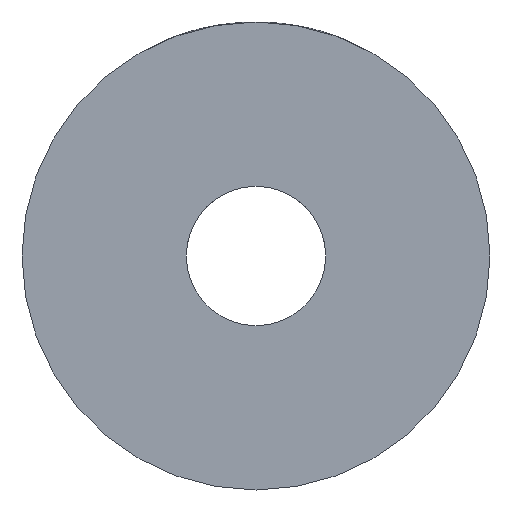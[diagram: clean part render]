
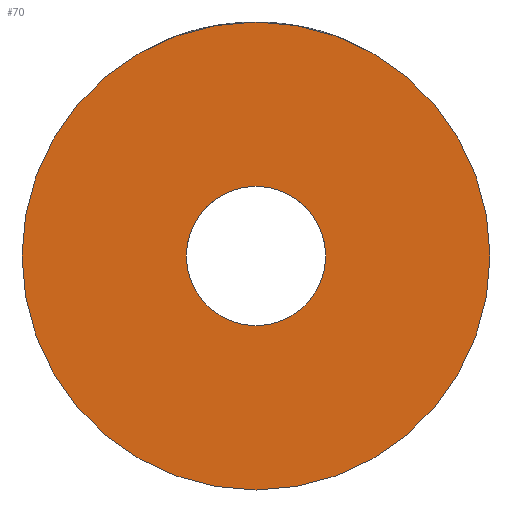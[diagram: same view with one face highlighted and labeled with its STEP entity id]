
A CAD part, front view. The second image highlights one B-rep face of the part: STEP entity #70.
In plain terms, the highlighted planar face has unit normal (0, -1, 0).
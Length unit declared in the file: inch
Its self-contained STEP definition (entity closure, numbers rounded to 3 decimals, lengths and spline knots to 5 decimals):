
#14 = CARTESIAN_POINT ( 'NONE',  ( 0., 0., 0. ) ) ;
#33 = VERTEX_POINT ( 'NONE', #538 ) ;
#43 = VERTEX_POINT ( 'NONE', #534 ) ;
#70 = ADVANCED_FACE ( 'NONE', ( #398, #387 ), #355, .F. ) ;
#101 = CARTESIAN_POINT ( 'NONE',  ( 0., 0., 0.21 ) ) ;
#105 = ORIENTED_EDGE ( 'NONE', *, *, #289, .F. ) ;
#163 = DIRECTION ( 'NONE',  ( 0., 1., 0. ) ) ;
#198 = ORIENTED_EDGE ( 'NONE', *, *, #808, .F. ) ;
#212 = CIRCLE ( 'NONE', #653, 0.0625 ) ;
#284 = ORIENTED_EDGE ( 'NONE', *, *, #679, .F. ) ;
#289 = EDGE_CURVE ( 'NONE', #43, #752, #212, .T. ) ;
#323 = CARTESIAN_POINT ( 'NONE',  ( 0., 0., 0. ) ) ;
#334 = CARTESIAN_POINT ( 'NONE',  ( 0., 0., 0. ) ) ;
#349 = DIRECTION ( 'NONE',  ( 0., 0., 1. ) ) ;
#352 = EDGE_LOOP ( 'NONE', ( #284, #591 ) ) ;
#355 = PLANE ( 'NONE',  #479 ) ;
#380 = CARTESIAN_POINT ( 'NONE',  ( 0., 0., 0. ) ) ;
#384 = DIRECTION ( 'NONE',  ( 0., 0., 1. ) ) ;
#387 = FACE_OUTER_BOUND ( 'NONE', #352, .T. ) ;
#389 = CARTESIAN_POINT ( 'NONE',  ( 0., 0., -0.0625 ) ) ;
#396 = DIRECTION ( 'NONE',  ( 0., 0., -1. ) ) ;
#398 = FACE_BOUND ( 'NONE', #515, .T. ) ;
#417 = AXIS2_PLACEMENT_3D ( 'NONE', #555, #163, #611 ) ;
#479 = AXIS2_PLACEMENT_3D ( 'NONE', #380, #522, #349 ) ;
#499 = CIRCLE ( 'NONE', #417, 0.21 ) ;
#502 = AXIS2_PLACEMENT_3D ( 'NONE', #323, #724, #384 ) ;
#515 = EDGE_LOOP ( 'NONE', ( #105, #198 ) ) ;
#522 = DIRECTION ( 'NONE',  ( 0., 1., 0. ) ) ;
#534 = CARTESIAN_POINT ( 'NONE',  ( 0., 0., 0.0625 ) ) ;
#538 = CARTESIAN_POINT ( 'NONE',  ( 0., 0., -0.21 ) ) ;
#555 = CARTESIAN_POINT ( 'NONE',  ( 0., 0., 0. ) ) ;
#591 = ORIENTED_EDGE ( 'NONE', *, *, #640, .F. ) ;
#611 = DIRECTION ( 'NONE',  ( 0., 0., 1. ) ) ;
#629 = CIRCLE ( 'NONE', #502, 0.21 ) ;
#640 = EDGE_CURVE ( 'NONE', #736, #33, #499, .T. ) ;
#649 = DIRECTION ( 'NONE',  ( 0., 0., -1. ) ) ;
#653 = AXIS2_PLACEMENT_3D ( 'NONE', #14, #683, #649 ) ;
#679 = EDGE_CURVE ( 'NONE', #33, #736, #629, .T. ) ;
#683 = DIRECTION ( 'NONE',  ( 0., -1., 0. ) ) ;
#724 = DIRECTION ( 'NONE',  ( 0., 1., 0. ) ) ;
#736 = VERTEX_POINT ( 'NONE', #101 ) ;
#740 = DIRECTION ( 'NONE',  ( 0., -1., 0. ) ) ;
#743 = CIRCLE ( 'NONE', #799, 0.0625 ) ;
#752 = VERTEX_POINT ( 'NONE', #389 ) ;
#799 = AXIS2_PLACEMENT_3D ( 'NONE', #334, #740, #396 ) ;
#808 = EDGE_CURVE ( 'NONE', #752, #43, #743, .T. ) ;
